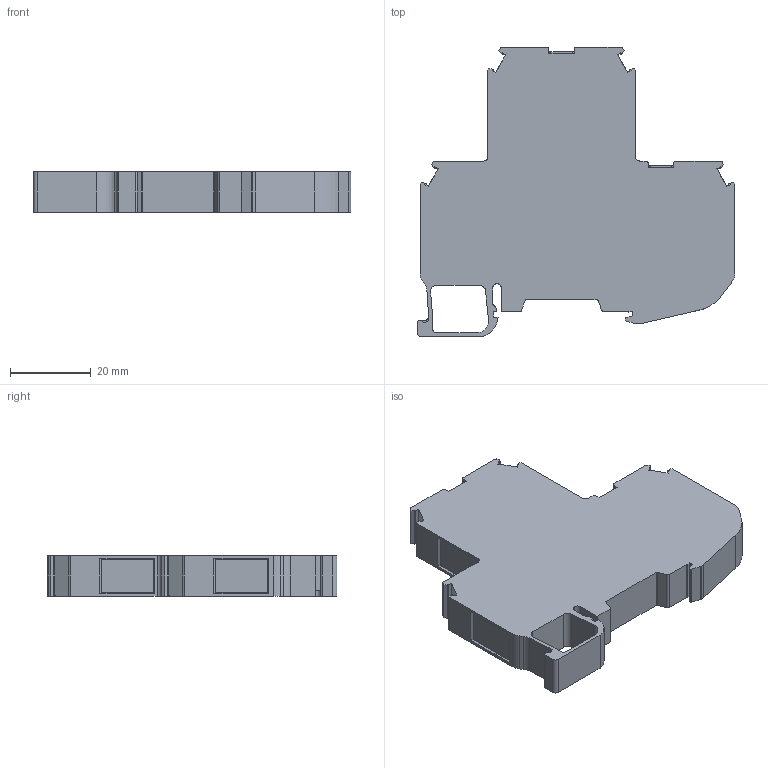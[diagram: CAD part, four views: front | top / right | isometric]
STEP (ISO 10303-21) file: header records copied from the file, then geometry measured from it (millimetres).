
FILE_DESCRIPTION (( 'STEP AP214' ), '1' );
FILE_NAME ('319900_PIK 10 N_BG.STP', '2015-08-06T06:32:20', ( '' ), ( '' ), 'SwSTEP 2.0', 'SolidWorks 2015', '' );
FILE_SCHEMA (( 'AUTOMOTIVE_DESIGN' ));
Length unit declared in the file: millimetre
Products named in the file (1): 319900_PIK 10 N_BG
Bounding box: 78.64 x 71.7 x 10 mm (x, y, z)
Volume: 36797.2 mm3; surface area: 11353 mm2
Topology: 1 solids, 1 shells, 218 faces, 627 edges, 419 vertices
Faces by surface type: plane 150, cylinder 68
Entity records: 7177 total; most frequent: CARTESIAN_POINT 1301, ORIENTED_EDGE 1254, DIRECTION 1193, EDGE_CURVE 627, VECTOR 479, LINE 479, VERTEX_POINT 419, AXIS2_PLACEMENT_3D 357
